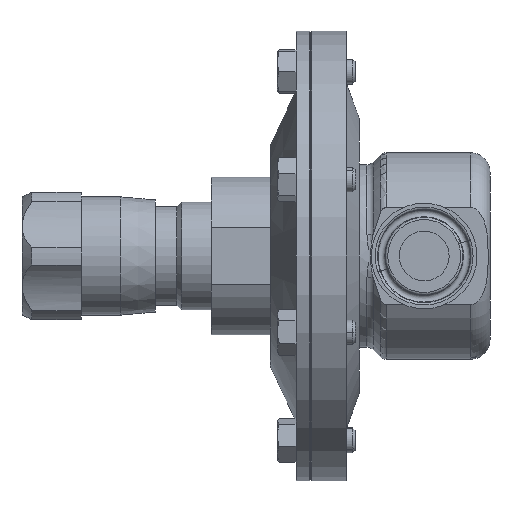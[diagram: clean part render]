
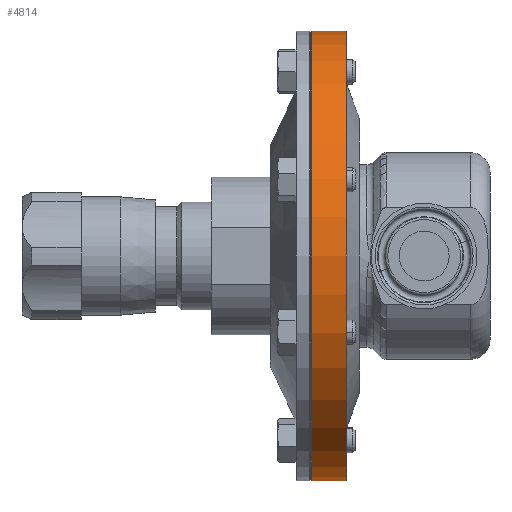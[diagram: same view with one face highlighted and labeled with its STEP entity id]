
A CAD part, left-side view. The second image highlights one B-rep face of the part: STEP entity #4814.
In plain terms, the highlighted cylindrical face has radius 72.39 mm (diameter 144.78 mm), a partial arc.
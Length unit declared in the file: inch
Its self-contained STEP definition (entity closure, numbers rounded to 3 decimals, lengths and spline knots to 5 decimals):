
#65 = LINE ( 'NONE', #1626, #10345 ) ;
#443 = CIRCLE ( 'NONE', #1139, 2.85 ) ;
#904 = VERTEX_POINT ( 'NONE', #9924 ) ;
#1139 = AXIS2_PLACEMENT_3D ( 'NONE', #10519, #7187, #10477 ) ;
#1626 = CARTESIAN_POINT ( 'NONE',  ( 0., 0.0358, -2.85 ) ) ;
#2548 = EDGE_CURVE ( 'NONE', #8506, #5568, #65, .T. ) ;
#4328 = DIRECTION ( 'NONE',  ( 0., -1., 0. ) ) ;
#4585 = CARTESIAN_POINT ( 'NONE',  ( 0., 0.0358, 2.85 ) ) ;
#4604 = ORIENTED_EDGE ( 'NONE', *, *, #2548, .T. ) ;
#4814 = ADVANCED_FACE ( 'NONE', ( #7357 ), #5251, .T. ) ;
#5251 = CYLINDRICAL_SURFACE ( 'NONE', #8530, 2.85 ) ;
#5276 = VECTOR ( 'NONE', #7871, 39.37008 ) ;
#5310 = ORIENTED_EDGE ( 'NONE', *, *, #7346, .T. ) ;
#5568 = VERTEX_POINT ( 'NONE', #8044 ) ;
#5882 = VERTEX_POINT ( 'NONE', #9627 ) ;
#7187 = DIRECTION ( 'NONE',  ( 0., 1., 0. ) ) ;
#7346 = EDGE_CURVE ( 'NONE', #5568, #5882, #443, .T. ) ;
#7357 = FACE_OUTER_BOUND ( 'NONE', #7964, .T. ) ;
#7808 = CARTESIAN_POINT ( 'NONE',  ( 0., 1.426, 0. ) ) ;
#7849 = DIRECTION ( 'NONE',  ( 0., 0., -1. ) ) ;
#7854 = EDGE_CURVE ( 'NONE', #904, #8506, #10227, .T. ) ;
#7871 = DIRECTION ( 'NONE',  ( 0., -1., 0. ) ) ;
#7964 = EDGE_LOOP ( 'NONE', ( #10585, #8549, #4604, #5310 ) ) ;
#8044 = CARTESIAN_POINT ( 'NONE',  ( 0., 0.986, -2.85 ) ) ;
#8309 = DIRECTION ( 'NONE',  ( 0., -1., 0. ) ) ;
#8506 = VERTEX_POINT ( 'NONE', #9928 ) ;
#8530 = AXIS2_PLACEMENT_3D ( 'NONE', #9039, #4328, #9312 ) ;
#8549 = ORIENTED_EDGE ( 'NONE', *, *, #7854, .T. ) ;
#9039 = CARTESIAN_POINT ( 'NONE',  ( 0., 0.0358, 0. ) ) ;
#9312 = DIRECTION ( 'NONE',  ( 0., 0., -1. ) ) ;
#9589 = LINE ( 'NONE', #4585, #5276 ) ;
#9627 = CARTESIAN_POINT ( 'NONE',  ( 0., 0.986, 2.85 ) ) ;
#9924 = CARTESIAN_POINT ( 'NONE',  ( 0., 1.426, 2.85 ) ) ;
#9928 = CARTESIAN_POINT ( 'NONE',  ( 0., 1.426, -2.85 ) ) ;
#9972 = EDGE_CURVE ( 'NONE', #904, #5882, #9589, .T. ) ;
#10227 = CIRCLE ( 'NONE', #10592, 2.85 ) ;
#10276 = DIRECTION ( 'NONE',  ( 0., -1., 0. ) ) ;
#10345 = VECTOR ( 'NONE', #8309, 39.37008 ) ;
#10477 = DIRECTION ( 'NONE',  ( 0., 0., 1. ) ) ;
#10519 = CARTESIAN_POINT ( 'NONE',  ( 0., 0.986, 0. ) ) ;
#10585 = ORIENTED_EDGE ( 'NONE', *, *, #9972, .F. ) ;
#10592 = AXIS2_PLACEMENT_3D ( 'NONE', #7808, #10276, #7849 ) ;
